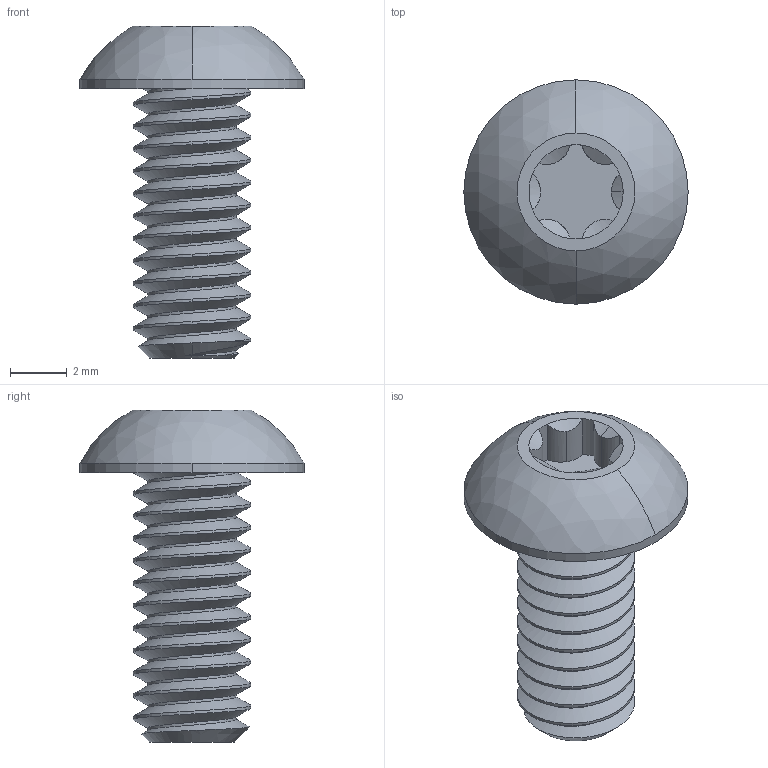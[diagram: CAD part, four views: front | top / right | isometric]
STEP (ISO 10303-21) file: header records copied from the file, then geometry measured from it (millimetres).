
FILE_DESCRIPTION (( 'STEP AP203' ), '1' );
FILE_NAME ('96452A192.step', '2014-03-04T14:14:52', ( '' ), ( '' ), 'SwSTEP 2.0', 'SolidWorks 2012', '' );
FILE_SCHEMA (( 'CONFIG_CONTROL_DESIGN' ));
Length unit declared in the file: inch
Products named in the file (1): 96452A192
Bounding box: 7.92 x 7.92 x 11.73 mm (x, y, z)
Volume: 168.4 mm3; surface area: 326.3 mm2
Topology: 1 solids, 1 shells, 62 faces, 161 edges, 103 vertices
Faces by surface type: cylinder 43, cone 10, plane 4, bspline 3, sphere 2
Entity records: 3938 total; most frequent: CARTESIAN_POINT 2500, ORIENTED_EDGE 322, DIRECTION 256, EDGE_CURVE 161, AXIS2_PLACEMENT_3D 105, VERTEX_POINT 103, EDGE_LOOP 64, ADVANCED_FACE 62
